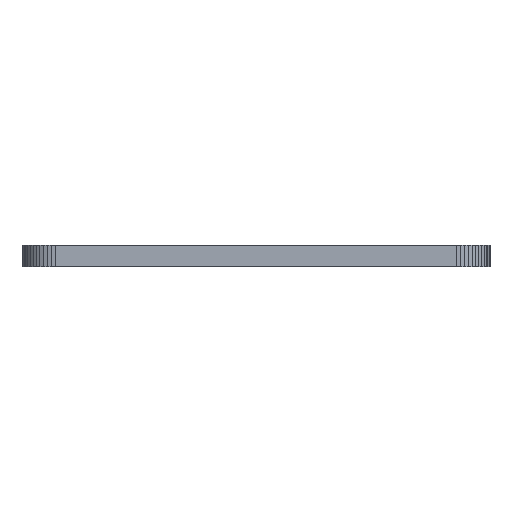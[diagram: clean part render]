
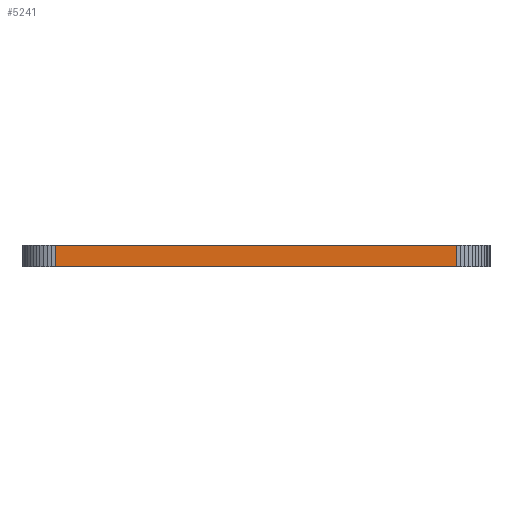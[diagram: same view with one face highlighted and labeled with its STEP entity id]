
A CAD part, front view. The second image highlights one B-rep face of the part: STEP entity #5241.
In plain terms, the highlighted planar face has unit normal (0, -1, 0).
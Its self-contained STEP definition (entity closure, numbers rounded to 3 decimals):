
#90 = PLANE('',#91);
#91 = AXIS2_PLACEMENT_3D('',#92,#93,#94);
#92 = CARTESIAN_POINT('',(148.501,-105.004,1.6));
#93 = DIRECTION('',(-0.,-0.,-1.));
#94 = DIRECTION('',(-1.,0.,0.));
#144 = PLANE('',#145);
#145 = AXIS2_PLACEMENT_3D('',#146,#147,#148);
#146 = CARTESIAN_POINT('',(148.501,-105.004,0.));
#147 = DIRECTION('',(-0.,-0.,-1.));
#148 = DIRECTION('',(-1.,0.,0.));
#953 = VERTEX_POINT('',#954);
#954 = CARTESIAN_POINT('',(163.741,-122.149,0.));
#968 = PLANE('',#969);
#969 = AXIS2_PLACEMENT_3D('',#970,#971,#972);
#970 = CARTESIAN_POINT('',(164.047,-122.13,0.));
#971 = DIRECTION('',(0.06,-0.998,0.));
#972 = DIRECTION('',(-0.998,-0.06,0.));
#980 = EDGE_CURVE('',#953,#981,#983,.T.);
#981 = VERTEX_POINT('',#982);
#982 = CARTESIAN_POINT('',(133.261,-122.149,0.));
#983 = SURFACE_CURVE('',#984,(#988,#995),.PCURVE_S1.);
#984 = LINE('',#985,#986);
#985 = CARTESIAN_POINT('',(163.741,-122.149,0.));
#986 = VECTOR('',#987,1.);
#987 = DIRECTION('',(-1.,0.,0.));
#988 = PCURVE('',#144,#989);
#989 = DEFINITIONAL_REPRESENTATION('',(#990),#994);
#990 = LINE('',#991,#992);
#991 = CARTESIAN_POINT('',(-15.24,-17.145));
#992 = VECTOR('',#993,1.);
#993 = DIRECTION('',(1.,0.));
#994 = ( GEOMETRIC_REPRESENTATION_CONTEXT(2) 
PARAMETRIC_REPRESENTATION_CONTEXT() REPRESENTATION_CONTEXT('2D SPACE',''
  ) );
#995 = PCURVE('',#996,#1001);
#996 = PLANE('',#997);
#997 = AXIS2_PLACEMENT_3D('',#998,#999,#1000);
#998 = CARTESIAN_POINT('',(163.741,-122.149,0.));
#999 = DIRECTION('',(0.,-1.,0.));
#1000 = DIRECTION('',(-1.,0.,0.));
#1001 = DEFINITIONAL_REPRESENTATION('',(#1002),#1006);
#1002 = LINE('',#1003,#1004);
#1003 = CARTESIAN_POINT('',(0.,-0.));
#1004 = VECTOR('',#1005,1.);
#1005 = DIRECTION('',(1.,0.));
#1006 = ( GEOMETRIC_REPRESENTATION_CONTEXT(2) 
PARAMETRIC_REPRESENTATION_CONTEXT() REPRESENTATION_CONTEXT('2D SPACE',''
  ) );
#1024 = PLANE('',#1025);
#1025 = AXIS2_PLACEMENT_3D('',#1026,#1027,#1028);
#1026 = CARTESIAN_POINT('',(133.261,-122.149,0.));
#1027 = DIRECTION('',(-0.06,-0.998,0.));
#1028 = DIRECTION('',(-0.998,0.06,0.));
#2811 = VERTEX_POINT('',#2812);
#2812 = CARTESIAN_POINT('',(163.741,-122.149,1.6));
#2833 = EDGE_CURVE('',#2811,#2834,#2836,.T.);
#2834 = VERTEX_POINT('',#2835);
#2835 = CARTESIAN_POINT('',(133.261,-122.149,1.6));
#2836 = SURFACE_CURVE('',#2837,(#2841,#2848),.PCURVE_S1.);
#2837 = LINE('',#2838,#2839);
#2838 = CARTESIAN_POINT('',(163.741,-122.149,1.6));
#2839 = VECTOR('',#2840,1.);
#2840 = DIRECTION('',(-1.,0.,0.));
#2841 = PCURVE('',#90,#2842);
#2842 = DEFINITIONAL_REPRESENTATION('',(#2843),#2847);
#2843 = LINE('',#2844,#2845);
#2844 = CARTESIAN_POINT('',(-15.24,-17.145));
#2845 = VECTOR('',#2846,1.);
#2846 = DIRECTION('',(1.,0.));
#2847 = ( GEOMETRIC_REPRESENTATION_CONTEXT(2) 
PARAMETRIC_REPRESENTATION_CONTEXT() REPRESENTATION_CONTEXT('2D SPACE',''
  ) );
#2848 = PCURVE('',#996,#2849);
#2849 = DEFINITIONAL_REPRESENTATION('',(#2850),#2854);
#2850 = LINE('',#2851,#2852);
#2851 = CARTESIAN_POINT('',(0.,-1.6));
#2852 = VECTOR('',#2853,1.);
#2853 = DIRECTION('',(1.,0.));
#2854 = ( GEOMETRIC_REPRESENTATION_CONTEXT(2) 
PARAMETRIC_REPRESENTATION_CONTEXT() REPRESENTATION_CONTEXT('2D SPACE',''
  ) );
#5193 = EDGE_CURVE('',#953,#2811,#5194,.T.);
#5194 = SURFACE_CURVE('',#5195,(#5199,#5206),.PCURVE_S1.);
#5195 = LINE('',#5196,#5197);
#5196 = CARTESIAN_POINT('',(163.741,-122.149,0.));
#5197 = VECTOR('',#5198,1.);
#5198 = DIRECTION('',(0.,0.,1.));
#5199 = PCURVE('',#968,#5200);
#5200 = DEFINITIONAL_REPRESENTATION('',(#5201),#5205);
#5201 = LINE('',#5202,#5203);
#5202 = CARTESIAN_POINT('',(0.307,0.));
#5203 = VECTOR('',#5204,1.);
#5204 = DIRECTION('',(0.,-1.));
#5205 = ( GEOMETRIC_REPRESENTATION_CONTEXT(2) 
PARAMETRIC_REPRESENTATION_CONTEXT() REPRESENTATION_CONTEXT('2D SPACE',''
  ) );
#5206 = PCURVE('',#996,#5207);
#5207 = DEFINITIONAL_REPRESENTATION('',(#5208),#5212);
#5208 = LINE('',#5209,#5210);
#5209 = CARTESIAN_POINT('',(0.,-0.));
#5210 = VECTOR('',#5211,1.);
#5211 = DIRECTION('',(0.,-1.));
#5212 = ( GEOMETRIC_REPRESENTATION_CONTEXT(2) 
PARAMETRIC_REPRESENTATION_CONTEXT() REPRESENTATION_CONTEXT('2D SPACE',''
  ) );
#5241 = ADVANCED_FACE('',(#5242),#996,.T.);
#5242 = FACE_BOUND('',#5243,.T.);
#5243 = EDGE_LOOP('',(#5244,#5245,#5246,#5267));
#5244 = ORIENTED_EDGE('',*,*,#5193,.T.);
#5245 = ORIENTED_EDGE('',*,*,#2833,.T.);
#5246 = ORIENTED_EDGE('',*,*,#5247,.F.);
#5247 = EDGE_CURVE('',#981,#2834,#5248,.T.);
#5248 = SURFACE_CURVE('',#5249,(#5253,#5260),.PCURVE_S1.);
#5249 = LINE('',#5250,#5251);
#5250 = CARTESIAN_POINT('',(133.261,-122.149,0.));
#5251 = VECTOR('',#5252,1.);
#5252 = DIRECTION('',(0.,0.,1.));
#5253 = PCURVE('',#996,#5254);
#5254 = DEFINITIONAL_REPRESENTATION('',(#5255),#5259);
#5255 = LINE('',#5256,#5257);
#5256 = CARTESIAN_POINT('',(30.48,0.));
#5257 = VECTOR('',#5258,1.);
#5258 = DIRECTION('',(0.,-1.));
#5259 = ( GEOMETRIC_REPRESENTATION_CONTEXT(2) 
PARAMETRIC_REPRESENTATION_CONTEXT() REPRESENTATION_CONTEXT('2D SPACE',''
  ) );
#5260 = PCURVE('',#1024,#5261);
#5261 = DEFINITIONAL_REPRESENTATION('',(#5262),#5266);
#5262 = LINE('',#5263,#5264);
#5263 = CARTESIAN_POINT('',(0.,0.));
#5264 = VECTOR('',#5265,1.);
#5265 = DIRECTION('',(0.,-1.));
#5266 = ( GEOMETRIC_REPRESENTATION_CONTEXT(2) 
PARAMETRIC_REPRESENTATION_CONTEXT() REPRESENTATION_CONTEXT('2D SPACE',''
  ) );
#5267 = ORIENTED_EDGE('',*,*,#980,.F.);
